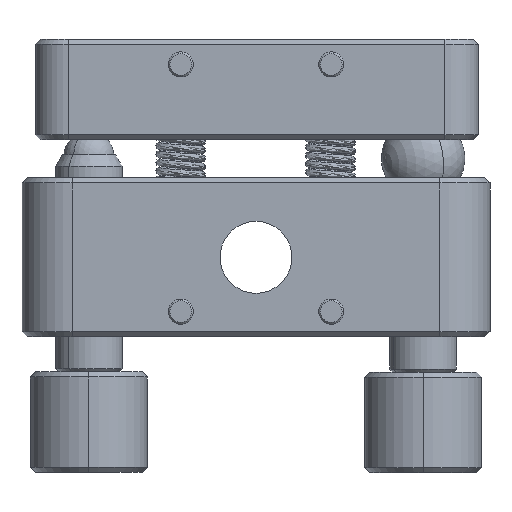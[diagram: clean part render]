
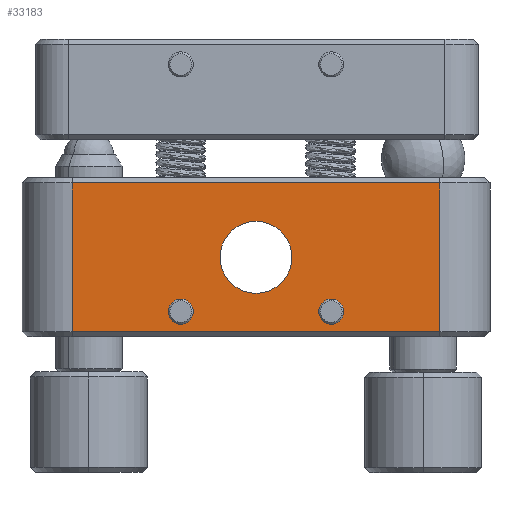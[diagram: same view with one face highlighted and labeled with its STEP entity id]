
A CAD part, left-side view. The second image highlights one B-rep face of the part: STEP entity #33183.
In plain terms, the highlighted planar face has unit normal (-1, 0, 0).
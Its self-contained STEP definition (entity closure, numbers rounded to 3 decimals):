
#141 = DIRECTION ( 'NONE',  ( -1., 0., 0. ) ) ;
#253 = VERTEX_POINT ( 'NONE', #2331 ) ;
#1123 = DIRECTION ( 'NONE',  ( -1., 0., 0. ) ) ;
#1228 = EDGE_LOOP ( 'NONE', ( #38674, #23540, #34684, #6288 ) ) ;
#1260 = VERTEX_POINT ( 'NONE', #6917 ) ;
#1541 = EDGE_CURVE ( 'NONE', #18230, #17816, #36948, .T. ) ;
#1777 = PLANE ( 'NONE',  #28481 ) ;
#2028 = VERTEX_POINT ( 'NONE', #28852 ) ;
#2331 = CARTESIAN_POINT ( 'NONE',  ( 22.498, 18.869, -37.677 ) ) ;
#3305 = AXIS2_PLACEMENT_3D ( 'NONE', #19232, #1123, #22299 ) ;
#3383 = EDGE_CURVE ( 'NONE', #253, #2028, #34549, .T. ) ;
#3621 = CIRCLE ( 'NONE', #3305, 0.75 ) ;
#4394 = AXIS2_PLACEMENT_3D ( 'NONE', #10167, #31362, #13200 ) ;
#4906 = DIRECTION ( 'NONE',  ( -1., 0., 0. ) ) ;
#5291 = FACE_BOUND ( 'NONE', #33339, .T. ) ;
#5356 = AXIS2_PLACEMENT_3D ( 'NONE', #10234, #31419, #13260 ) ;
#5683 = ORIENTED_EDGE ( 'NONE', *, *, #28598, .F. ) ;
#5742 = CARTESIAN_POINT ( 'NONE',  ( 22.498, 7.869, -31.077 ) ) ;
#6288 = ORIENTED_EDGE ( 'NONE', *, *, #3383, .T. ) ;
#6545 = CIRCLE ( 'NONE', #17202, 0.75 ) ;
#6559 = ORIENTED_EDGE ( 'NONE', *, *, #38607, .F. ) ;
#6917 = CARTESIAN_POINT ( 'NONE',  ( 22.498, 7.869, -35.377 ) ) ;
#7164 = CIRCLE ( 'NONE', #37186, 0.75 ) ;
#7705 = CARTESIAN_POINT ( 'NONE',  ( 22.498, -6.131, -28.777 ) ) ;
#9759 = AXIS2_PLACEMENT_3D ( 'NONE', #18229, #141, #21294 ) ;
#9801 = CARTESIAN_POINT ( 'NONE',  ( 22.498, -3.131, -37.677 ) ) ;
#9951 = CARTESIAN_POINT ( 'NONE',  ( 22.498, 12.369, -36.477 ) ) ;
#10167 = CARTESIAN_POINT ( 'NONE',  ( 22.498, 7.869, -33.227 ) ) ;
#10234 = CARTESIAN_POINT ( 'NONE',  ( 22.498, 3.369, -36.477 ) ) ;
#10731 = DIRECTION ( 'NONE',  ( -1., 0., 0. ) ) ;
#12341 = FACE_BOUND ( 'NONE', #27008, .T. ) ;
#12392 = CIRCLE ( 'NONE', #4394, 2.15 ) ;
#12968 = DIRECTION ( 'NONE',  ( 0., 0., 1. ) ) ;
#13094 = VERTEX_POINT ( 'NONE', #5742 ) ;
#13181 = CIRCLE ( 'NONE', #9759, 2.15 ) ;
#13200 = DIRECTION ( 'NONE',  ( 0., 0., 1. ) ) ;
#13244 = CARTESIAN_POINT ( 'NONE',  ( 22.498, 3.369, -35.727 ) ) ;
#13260 = DIRECTION ( 'NONE',  ( 0., 0., 1. ) ) ;
#14469 = DIRECTION ( 'NONE',  ( 0., -1., 0. ) ) ;
#15010 = VECTOR ( 'NONE', #31121, 1000. ) ;
#15338 = EDGE_CURVE ( 'NONE', #1260, #13094, #12392, .T. ) ;
#15592 = CARTESIAN_POINT ( 'NONE',  ( 22.498, -3.131, -28.477 ) ) ;
#15934 = LINE ( 'NONE', #28100, #15010 ) ;
#16963 = VECTOR ( 'NONE', #18629, 1000. ) ;
#17202 = AXIS2_PLACEMENT_3D ( 'NONE', #9951, #31138, #12968 ) ;
#17816 = VERTEX_POINT ( 'NONE', #25128 ) ;
#18158 = DIRECTION ( 'NONE',  ( 0., 1., 0. ) ) ;
#18229 = CARTESIAN_POINT ( 'NONE',  ( 22.498, 7.869, -33.227 ) ) ;
#18230 = VERTEX_POINT ( 'NONE', #33112 ) ;
#18492 = VECTOR ( 'NONE', #14469, 1000. ) ;
#18629 = DIRECTION ( 'NONE',  ( 0., 0., 1. ) ) ;
#18632 = VERTEX_POINT ( 'NONE', #13244 ) ;
#18865 = CARTESIAN_POINT ( 'NONE',  ( 22.498, 12.369, -35.727 ) ) ;
#19232 = CARTESIAN_POINT ( 'NONE',  ( 22.498, 12.369, -36.477 ) ) ;
#19319 = VERTEX_POINT ( 'NONE', #36393 ) ;
#20424 = FACE_OUTER_BOUND ( 'NONE', #1228, .T. ) ;
#20931 = EDGE_CURVE ( 'NONE', #13094, #1260, #13181, .T. ) ;
#20938 = VECTOR ( 'NONE', #18158, 1000. ) ;
#21294 = DIRECTION ( 'NONE',  ( 0., 0., 1. ) ) ;
#21907 = EDGE_CURVE ( 'NONE', #2028, #18230, #33054, .T. ) ;
#22299 = DIRECTION ( 'NONE',  ( 0., 0., 1. ) ) ;
#22724 = VERTEX_POINT ( 'NONE', #30012 ) ;
#22943 = DIRECTION ( 'NONE',  ( 0., 0., 1. ) ) ;
#23045 = CARTESIAN_POINT ( 'NONE',  ( 22.498, 3.369, -36.477 ) ) ;
#23535 = ORIENTED_EDGE ( 'NONE', *, *, #28671, .F. ) ;
#23540 = ORIENTED_EDGE ( 'NONE', *, *, #1541, .T. ) ;
#25128 = CARTESIAN_POINT ( 'NONE',  ( 22.498, 18.869, -28.777 ) ) ;
#25984 = EDGE_CURVE ( 'NONE', #27587, #19319, #6545, .T. ) ;
#26085 = DIRECTION ( 'NONE',  ( 0., 0., 1. ) ) ;
#27008 = EDGE_LOOP ( 'NONE', ( #23535, #6559 ) ) ;
#27587 = VERTEX_POINT ( 'NONE', #18865 ) ;
#27690 = EDGE_CURVE ( 'NONE', #17816, #253, #15934, .T. ) ;
#28100 = CARTESIAN_POINT ( 'NONE',  ( 22.498, 18.869, -28.477 ) ) ;
#28481 = AXIS2_PLACEMENT_3D ( 'NONE', #37953, #10731, #22943 ) ;
#28598 = EDGE_CURVE ( 'NONE', #19319, #27587, #3621, .T. ) ;
#28671 = EDGE_CURVE ( 'NONE', #18632, #22724, #34825, .T. ) ;
#28852 = CARTESIAN_POINT ( 'NONE',  ( 22.498, -3.131, -37.677 ) ) ;
#30012 = CARTESIAN_POINT ( 'NONE',  ( 22.498, 3.369, -37.227 ) ) ;
#31121 = DIRECTION ( 'NONE',  ( 0., 0., -1. ) ) ;
#31138 = DIRECTION ( 'NONE',  ( -1., 0., 0. ) ) ;
#31362 = DIRECTION ( 'NONE',  ( -1., 0., 0. ) ) ;
#31419 = DIRECTION ( 'NONE',  ( -1., 0., 0. ) ) ;
#32401 = ORIENTED_EDGE ( 'NONE', *, *, #15338, .F. ) ;
#33054 = LINE ( 'NONE', #15592, #16963 ) ;
#33112 = CARTESIAN_POINT ( 'NONE',  ( 22.498, -3.131, -28.777 ) ) ;
#33183 = ADVANCED_FACE ( 'NONE', ( #5291, #12341, #36445, #20424 ), #1777, .T. ) ;
#33339 = EDGE_LOOP ( 'NONE', ( #35197, #5683 ) ) ;
#34350 = EDGE_LOOP ( 'NONE', ( #35159, #32401 ) ) ;
#34549 = LINE ( 'NONE', #9801, #18492 ) ;
#34684 = ORIENTED_EDGE ( 'NONE', *, *, #27690, .T. ) ;
#34825 = CIRCLE ( 'NONE', #5356, 0.75 ) ;
#35159 = ORIENTED_EDGE ( 'NONE', *, *, #20931, .F. ) ;
#35197 = ORIENTED_EDGE ( 'NONE', *, *, #25984, .F. ) ;
#36393 = CARTESIAN_POINT ( 'NONE',  ( 22.498, 12.369, -37.227 ) ) ;
#36445 = FACE_BOUND ( 'NONE', #34350, .T. ) ;
#36948 = LINE ( 'NONE', #7705, #20938 ) ;
#37186 = AXIS2_PLACEMENT_3D ( 'NONE', #23045, #4906, #26085 ) ;
#37953 = CARTESIAN_POINT ( 'NONE',  ( 22.498, -6.131, -28.477 ) ) ;
#38607 = EDGE_CURVE ( 'NONE', #22724, #18632, #7164, .T. ) ;
#38674 = ORIENTED_EDGE ( 'NONE', *, *, #21907, .T. ) ;
